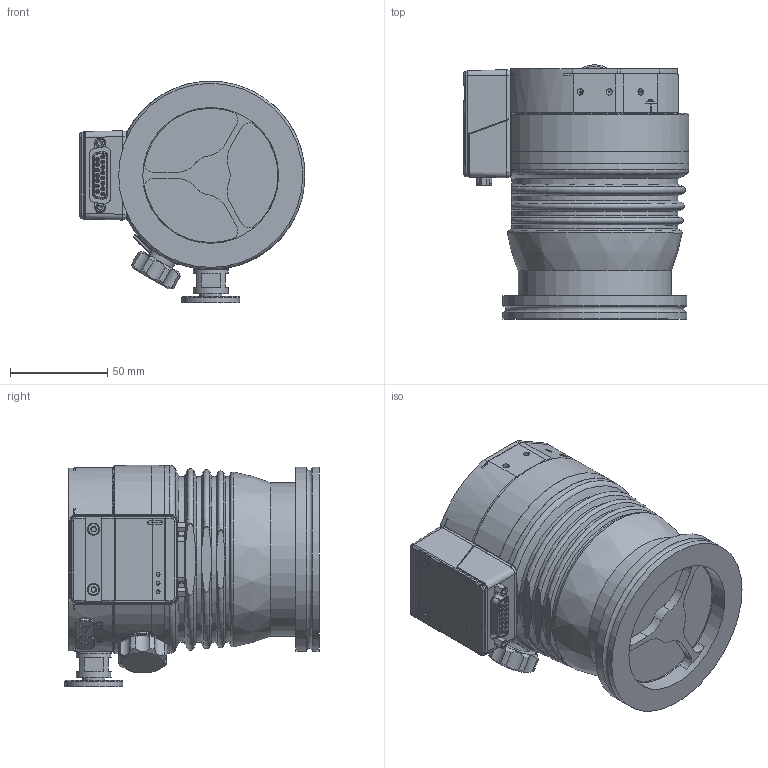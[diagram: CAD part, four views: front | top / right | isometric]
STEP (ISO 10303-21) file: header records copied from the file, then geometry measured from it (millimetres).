
FILE_DESCRIPTION(/* description */ (''),/* implementation_level */ '2;1');
FILE_NAME(/* name */ 'PM902883 2021-07-14.stp',/* time_stamp */ '2021-07-14T09:29:02+02:00',/* author */ ('Mahler'),/* organization */ (''),/* preprocessor_version */ 'ST-DEVELOPER v18.1',/* originating_system */ 'Autodesk Inventor 2021',/* authorisation */ '');
FILE_SCHEMA (('CONFIG_CONTROL_DESIGN'));
Products named in the file (1): PM 902 883
Bounding box: 116.41 x 131.2 x 114.08 mm (x, y, z)
Volume: 869466.3 mm3; surface area: 91304.5 mm2
Topology: 27 solids, 37 shells, 2478 faces, 6404 edges, 4061 vertices
Faces by surface type: plane 943, cylinder 768, bspline 331, torus 221, cone 204, sphere 11
Full cylindrical faces by diameter (mm): 0.5 x1, 1.15 x15, 1.5 x1, 1.7 x15, 2.4 x2, 2.459 x2, 3 x2, 3.242 x5, 3.4 x3, 4 x7, 4.134 x4, 4.5 x7, 5.3 x4, 5.5 x8, 8 x1, 8.1 x1, 8.566 x1, 10 x1, 11 x1, 11.445 x2, 13 x1, 13.5 x1, 13.8 x1, 16 x1, 16.3 x1, 18 x1, 18.2 x1, 18.5 x1, 20 x1, 30 x1
Entity records: 92048 total; most frequent: CARTESIAN_POINT 30075, ORIENTED_EDGE 12748, DIRECTION 12018, EDGE_CURVE 6374, AXIS2_PLACEMENT_3D 4668, VERTEX_POINT 4061, EDGE_LOOP 2687, LINE 2682
